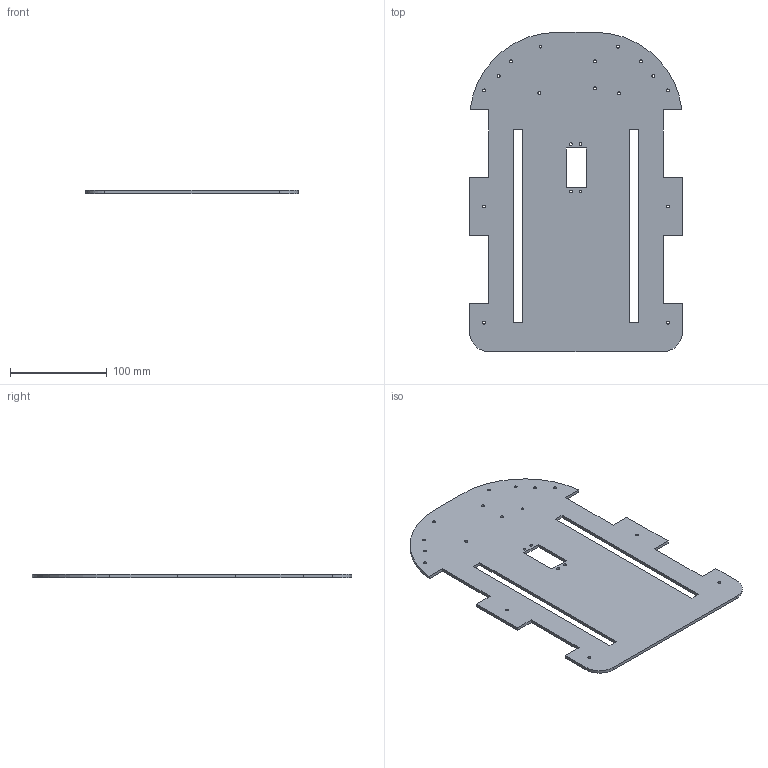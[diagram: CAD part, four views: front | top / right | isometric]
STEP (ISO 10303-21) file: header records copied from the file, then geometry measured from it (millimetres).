
FILE_DESCRIPTION(/* description */ ('','CAx-IF Rec.Pracs.---Representation and Presentation of Product Manufacturing Information (PMI)---4.0---2014-10-13'),/* implementation_level */ '2;1');
FILE_NAME(/* name */ 'upper chassis v1 v14.step',/* time_stamp */ '2024-12-20T00:28:03+07:00',/* author */ (''),/* organization */ (''),/* preprocessor_version */ 'ST-DEVELOPER v20',/* originating_system */ 'Autodesk Translation Framework v13.20.0.188',/* authorisation */ '');
FILE_SCHEMA (('AP242_MANAGED_MODEL_BASED_3D_ENGINEERING_MIM_LF { 1 0 10303 442 1 1 4 }'));
Length unit declared in the file: centimetre
Products named in the file (1): upper chassis v1
Bounding box: 220 x 330 x 3.2 mm (x, y, z)
Volume: 186729.9 mm3; surface area: 124120.3 mm2
Topology: 1 solids, 1 shells, 56 faces, 162 edges, 108 vertices
Faces by surface type: plane 32, cylinder 24
Full cylindrical faces by diameter (mm): 3 x20
Entity records: 1979 total; most frequent: CARTESIAN_POINT 327, ORIENTED_EDGE 324, DIRECTION 324, EDGE_CURVE 162, LINE 114, VECTOR 114, VERTEX_POINT 108, AXIS2_PLACEMENT_3D 105
